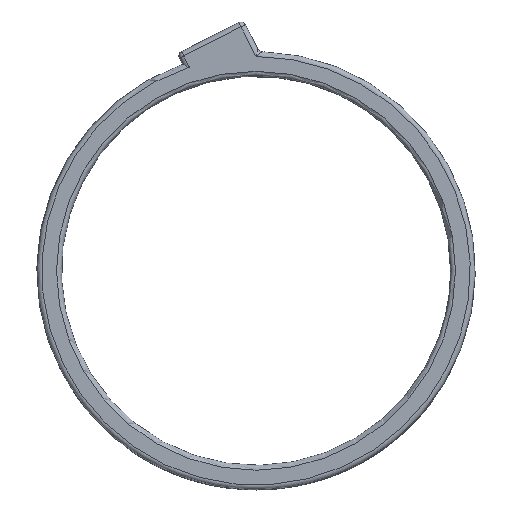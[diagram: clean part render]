
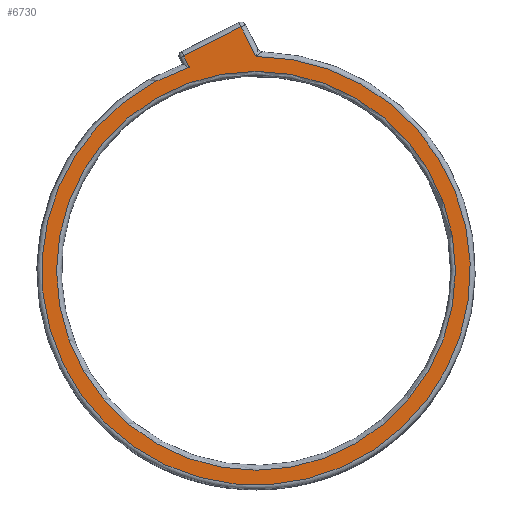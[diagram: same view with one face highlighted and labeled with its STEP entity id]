
A CAD part, top view. The second image highlights one B-rep face of the part: STEP entity #6730.
In plain terms, the highlighted planar face has unit normal (0, 0, 1).
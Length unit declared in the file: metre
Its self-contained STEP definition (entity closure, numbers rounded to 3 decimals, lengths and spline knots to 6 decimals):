
#760=CIRCLE('',#7278,0.0405);
#761=CIRCLE('',#7279,0.0435);
#1236=ORIENTED_EDGE('',*,*,#3328,.T.);
#1237=ORIENTED_EDGE('',*,*,#3329,.T.);
#1238=ORIENTED_EDGE('',*,*,#3330,.T.);
#1239=ORIENTED_EDGE('',*,*,#3331,.T.);
#1240=ORIENTED_EDGE('',*,*,#3332,.T.);
#3328=EDGE_CURVE('',#4373,#4373,#760,.F.);
#3329=EDGE_CURVE('',#4374,#4375,#4822,.T.);
#3330=EDGE_CURVE('',#4375,#4376,#4823,.T.);
#3331=EDGE_CURVE('',#4376,#4377,#4824,.F.);
#3332=EDGE_CURVE('',#4377,#4374,#761,.T.);
#4373=VERTEX_POINT('',#10336);
#4374=VERTEX_POINT('',#10338);
#4375=VERTEX_POINT('',#10339);
#4376=VERTEX_POINT('',#10341);
#4377=VERTEX_POINT('',#10343);
#4822=LINE('',#10337,#5291);
#4823=LINE('',#10340,#5292);
#4824=LINE('',#10342,#5293);
#5291=VECTOR('',#8035,1.);
#5292=VECTOR('',#8036,1.);
#5293=VECTOR('',#8037,1.);
#5725=EDGE_LOOP('',(#1236));
#5726=EDGE_LOOP('',(#1237,#1238,#1239,#1240));
#6158=FACE_BOUND('',#5725,.T.);
#6159=FACE_BOUND('',#5726,.T.);
#6553=PLANE('',#7277);
#6730=ADVANCED_FACE('',(#6158,#6159),#6553,.T.);
#7277=AXIS2_PLACEMENT_3D('',#10334,#8031,#8032);
#7278=AXIS2_PLACEMENT_3D('',#10335,#8033,#8034);
#7279=AXIS2_PLACEMENT_3D('',#10344,#8038,#8039);
#8031=DIRECTION('',(0.,0.,1.));
#8032=DIRECTION('',(1.,0.,0.));
#8033=DIRECTION('',(0.,0.,1.));
#8034=DIRECTION('',(1.,0.,0.));
#8035=DIRECTION('',(-0.454,0.891,0.));
#8036=DIRECTION('',(-0.891,-0.454,0.));
#8037=DIRECTION('',(-0.454,0.891,0.));
#8038=DIRECTION('',(0.,0.,1.));
#8039=DIRECTION('',(1.,0.,0.));
#10334=CARTESIAN_POINT('',(0.,0.,0.0035));
#10335=CARTESIAN_POINT('',(0.,0.,0.0035));
#10336=CARTESIAN_POINT('',(0.0405,0.,0.0035));
#10337=CARTESIAN_POINT('',(-0.003518,0.050405,0.0035));
#10338=CARTESIAN_POINT('',(0.,0.0435,0.0035));
#10339=CARTESIAN_POINT('',(-0.003064,0.049514,0.0035));
#10340=CARTESIAN_POINT('',(-0.015539,0.043158,0.0035));
#10341=CARTESIAN_POINT('',(-0.014648,0.043612,0.0035));
#10342=CARTESIAN_POINT('',(-0.01402,0.042381,0.0035));
#10343=CARTESIAN_POINT('',(-0.013496,0.041353,0.0035));
#10344=CARTESIAN_POINT('',(0.,0.,0.0035));
